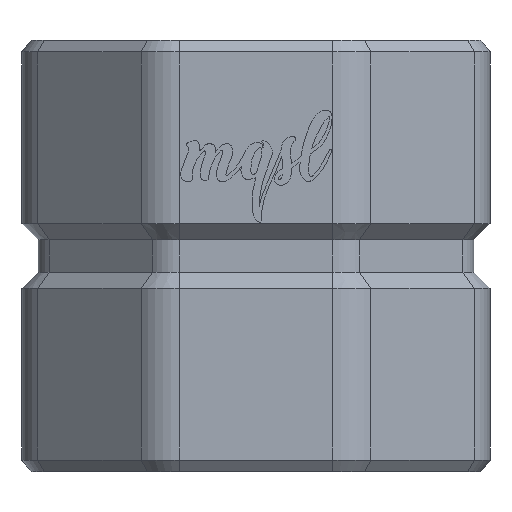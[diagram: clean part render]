
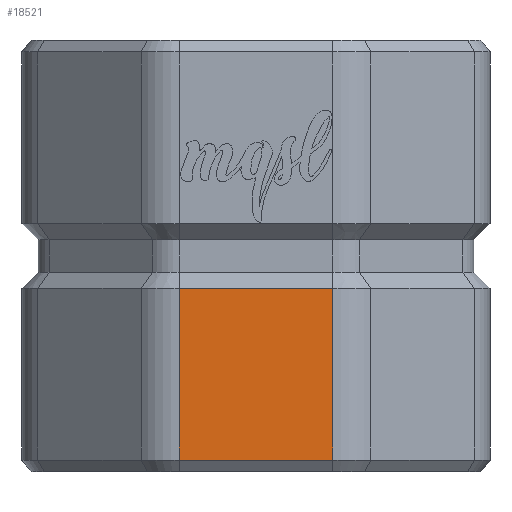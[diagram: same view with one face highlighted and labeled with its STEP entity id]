
A CAD part, front view. The second image highlights one B-rep face of the part: STEP entity #18521.
In plain terms, the highlighted planar face has unit normal (0, -1, 0).
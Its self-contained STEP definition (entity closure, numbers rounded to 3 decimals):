
#136 = VECTOR ( 'NONE', #12544, 1000. ) ;
#240 = VECTOR ( 'NONE', #11160, 1000. ) ;
#2108 = PLANE ( 'NONE',  #13026 ) ;
#2114 = CARTESIAN_POINT ( 'NONE',  ( 7.117, -21.5, 36.077 ) ) ;
#2262 = EDGE_LOOP ( 'NONE', ( #4811, #14296, #18909, #4922 ) ) ;
#2291 = CARTESIAN_POINT ( 'NONE',  ( 7.117, -21.5, 52. ) ) ;
#2326 = CARTESIAN_POINT ( 'NONE',  ( -7.117, -21.5, 36.077 ) ) ;
#2625 = CARTESIAN_POINT ( 'NONE',  ( 7.117, -21.5, 75. ) ) ;
#3381 = VECTOR ( 'NONE', #17888, 1000. ) ;
#3470 = CARTESIAN_POINT ( 'NONE',  ( -7.117, -21.5, 52. ) ) ;
#3695 = EDGE_CURVE ( 'NONE', #13807, #7596, #3756, .T. ) ;
#3756 = LINE ( 'NONE', #7579, #5203 ) ;
#4805 = LINE ( 'NONE', #3470, #240 ) ;
#4811 = ORIENTED_EDGE ( 'NONE', *, *, #14545, .T. ) ;
#4922 = ORIENTED_EDGE ( 'NONE', *, *, #3695, .T. ) ;
#5203 = VECTOR ( 'NONE', #9120, 1000. ) ;
#5265 = CARTESIAN_POINT ( 'NONE',  ( -9.188, -21.5, 75. ) ) ;
#6836 = DIRECTION ( 'NONE',  ( 0., 1., 0. ) ) ;
#7579 = CARTESIAN_POINT ( 'NONE',  ( -9.188, -21.5, 36.077 ) ) ;
#7596 = VERTEX_POINT ( 'NONE', #2114 ) ;
#7848 = LINE ( 'NONE', #18820, #136 ) ;
#8651 = FACE_OUTER_BOUND ( 'NONE', #2262, .T. ) ;
#9120 = DIRECTION ( 'NONE',  ( 1., 0., 0. ) ) ;
#11160 = DIRECTION ( 'NONE',  ( -1., 0., 0. ) ) ;
#11387 = VERTEX_POINT ( 'NONE', #16226 ) ;
#12544 = DIRECTION ( 'NONE',  ( 0., 0., -1. ) ) ;
#12800 = EDGE_CURVE ( 'NONE', #11387, #13807, #7848, .T. ) ;
#13026 = AXIS2_PLACEMENT_3D ( 'NONE', #5265, #6836, #17645 ) ;
#13807 = VERTEX_POINT ( 'NONE', #2326 ) ;
#14296 = ORIENTED_EDGE ( 'NONE', *, *, #14703, .T. ) ;
#14545 = EDGE_CURVE ( 'NONE', #7596, #17959, #15261, .T. ) ;
#14703 = EDGE_CURVE ( 'NONE', #17959, #11387, #4805, .T. ) ;
#15261 = LINE ( 'NONE', #2625, #3381 ) ;
#16226 = CARTESIAN_POINT ( 'NONE',  ( -7.117, -21.5, 52. ) ) ;
#17645 = DIRECTION ( 'NONE',  ( 0., 0., 1. ) ) ;
#17888 = DIRECTION ( 'NONE',  ( 0., 0., 1. ) ) ;
#17959 = VERTEX_POINT ( 'NONE', #2291 ) ;
#18521 = ADVANCED_FACE ( 'NONE', ( #8651 ), #2108, .F. ) ;
#18820 = CARTESIAN_POINT ( 'NONE',  ( -7.117, -21.5, 75. ) ) ;
#18909 = ORIENTED_EDGE ( 'NONE', *, *, #12800, .T. ) ;
